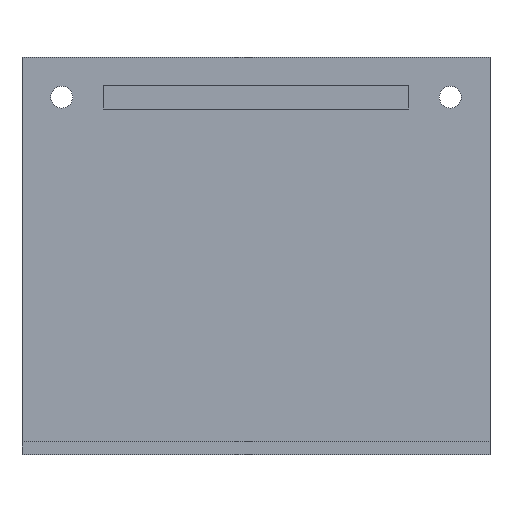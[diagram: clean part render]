
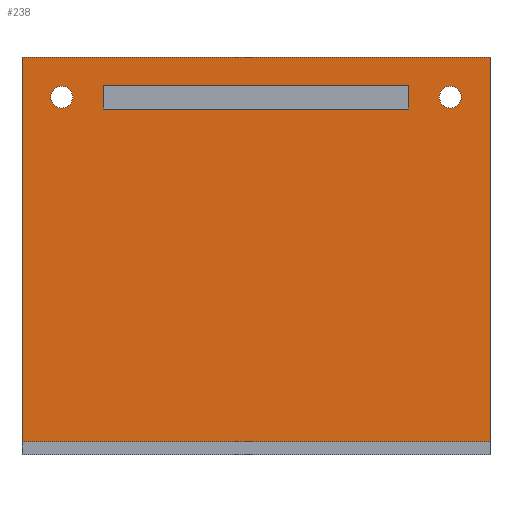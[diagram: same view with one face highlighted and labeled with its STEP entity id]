
A CAD part, top view. The second image highlights one B-rep face of the part: STEP entity #238.
In plain terms, the highlighted planar face has unit normal (0, 0, 1).
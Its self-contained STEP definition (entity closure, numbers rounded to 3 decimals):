
#40 = VERTEX_POINT('',#41);
#41 = CARTESIAN_POINT('',(58.917,0.,4.75));
#47 = EDGE_CURVE('',#40,#48,#50,.T.);
#48 = VERTEX_POINT('',#49);
#49 = CARTESIAN_POINT('',(58.917,-96.75,4.75));
#50 = LINE('',#51,#52);
#51 = CARTESIAN_POINT('',(58.917,0.,4.75));
#52 = VECTOR('',#53,1.);
#53 = DIRECTION('',(0.,-1.,0.));
#195 = VERTEX_POINT('',#196);
#196 = CARTESIAN_POINT('',(-58.917,0.,4.75));
#202 = EDGE_CURVE('',#40,#195,#203,.T.);
#203 = LINE('',#204,#205);
#204 = CARTESIAN_POINT('',(0.,0.,4.75));
#205 = VECTOR('',#206,1.);
#206 = DIRECTION('',(-1.,0.,0.));
#238 = ADVANCED_FACE('',(#239,#257,#291,#302),#313,.T.);
#239 = FACE_BOUND('',#240,.T.);
#240 = EDGE_LOOP('',(#241,#242,#250,#256));
#241 = ORIENTED_EDGE('',*,*,#202,.T.);
#242 = ORIENTED_EDGE('',*,*,#243,.T.);
#243 = EDGE_CURVE('',#195,#244,#246,.T.);
#244 = VERTEX_POINT('',#245);
#245 = CARTESIAN_POINT('',(-58.917,-96.75,4.75));
#246 = LINE('',#247,#248);
#247 = CARTESIAN_POINT('',(-58.917,0.,4.75));
#248 = VECTOR('',#249,1.);
#249 = DIRECTION('',(0.,-1.,0.));
#250 = ORIENTED_EDGE('',*,*,#251,.F.);
#251 = EDGE_CURVE('',#48,#244,#252,.T.);
#252 = LINE('',#253,#254);
#253 = CARTESIAN_POINT('',(0.,-96.75,4.75));
#254 = VECTOR('',#255,1.);
#255 = DIRECTION('',(-1.,0.,0.));
#256 = ORIENTED_EDGE('',*,*,#47,.F.);
#257 = FACE_BOUND('',#258,.T.);
#258 = EDGE_LOOP('',(#259,#269,#277,#285));
#259 = ORIENTED_EDGE('',*,*,#260,.T.);
#260 = EDGE_CURVE('',#261,#263,#265,.T.);
#261 = VERTEX_POINT('',#262);
#262 = CARTESIAN_POINT('',(38.417,-7.,4.75));
#263 = VERTEX_POINT('',#264);
#264 = CARTESIAN_POINT('',(38.417,-13.,4.75));
#265 = LINE('',#266,#267);
#266 = CARTESIAN_POINT('',(38.417,-3.5,4.75));
#267 = VECTOR('',#268,1.);
#268 = DIRECTION('',(0.,-1.,0.));
#269 = ORIENTED_EDGE('',*,*,#270,.F.);
#270 = EDGE_CURVE('',#271,#263,#273,.T.);
#271 = VERTEX_POINT('',#272);
#272 = CARTESIAN_POINT('',(-38.417,-13.,4.75));
#273 = LINE('',#274,#275);
#274 = CARTESIAN_POINT('',(0.,-13.,4.75));
#275 = VECTOR('',#276,1.);
#276 = DIRECTION('',(1.,0.,0.));
#277 = ORIENTED_EDGE('',*,*,#278,.F.);
#278 = EDGE_CURVE('',#279,#271,#281,.T.);
#279 = VERTEX_POINT('',#280);
#280 = CARTESIAN_POINT('',(-38.417,-7.,4.75));
#281 = LINE('',#282,#283);
#282 = CARTESIAN_POINT('',(-38.417,-3.5,4.75));
#283 = VECTOR('',#284,1.);
#284 = DIRECTION('',(0.,-1.,0.));
#285 = ORIENTED_EDGE('',*,*,#286,.F.);
#286 = EDGE_CURVE('',#261,#279,#287,.T.);
#287 = LINE('',#288,#289);
#288 = CARTESIAN_POINT('',(0.,-7.,4.75));
#289 = VECTOR('',#290,1.);
#290 = DIRECTION('',(-1.,0.,0.));
#291 = FACE_BOUND('',#292,.T.);
#292 = EDGE_LOOP('',(#293));
#293 = ORIENTED_EDGE('',*,*,#294,.F.);
#294 = EDGE_CURVE('',#295,#295,#297,.T.);
#295 = VERTEX_POINT('',#296);
#296 = CARTESIAN_POINT('',(48.917,-12.75,4.75));
#297 = CIRCLE('',#298,2.75);
#298 = AXIS2_PLACEMENT_3D('',#299,#300,#301);
#299 = CARTESIAN_POINT('',(48.917,-10.,4.75));
#300 = DIRECTION('',(0.,0.,1.));
#301 = DIRECTION('',(0.,-1.,0.));
#302 = FACE_BOUND('',#303,.T.);
#303 = EDGE_LOOP('',(#304));
#304 = ORIENTED_EDGE('',*,*,#305,.T.);
#305 = EDGE_CURVE('',#306,#306,#308,.T.);
#306 = VERTEX_POINT('',#307);
#307 = CARTESIAN_POINT('',(-48.917,-12.75,4.75));
#308 = CIRCLE('',#309,2.75);
#309 = AXIS2_PLACEMENT_3D('',#310,#311,#312);
#310 = CARTESIAN_POINT('',(-48.917,-10.,4.75));
#311 = DIRECTION('',(0.,0.,-1.));
#312 = DIRECTION('',(0.,-1.,0.));
#313 = PLANE('',#314);
#314 = AXIS2_PLACEMENT_3D('',#315,#316,#317);
#315 = CARTESIAN_POINT('',(0.,-48.375,4.75));
#316 = DIRECTION('',(0.,0.,1.));
#317 = DIRECTION('',(0.,1.,0.));
